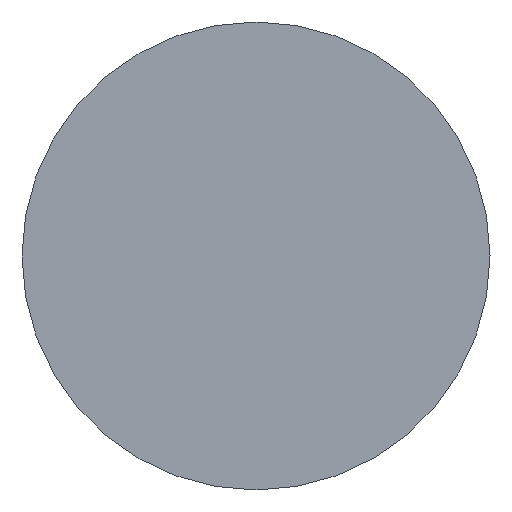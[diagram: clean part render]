
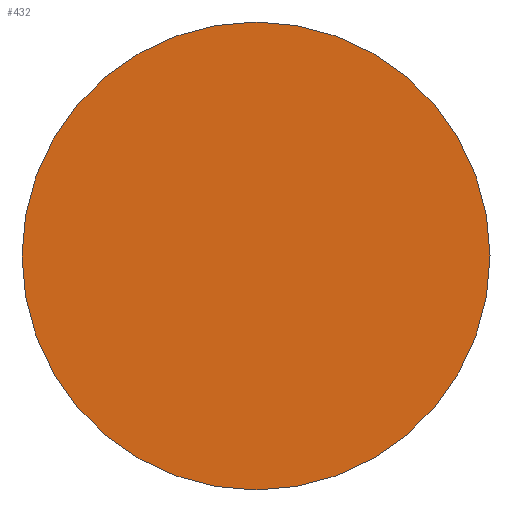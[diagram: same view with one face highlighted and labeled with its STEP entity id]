
A CAD part, front view. The second image highlights one B-rep face of the part: STEP entity #432.
In plain terms, the highlighted planar face has unit normal (0, -1, 0).
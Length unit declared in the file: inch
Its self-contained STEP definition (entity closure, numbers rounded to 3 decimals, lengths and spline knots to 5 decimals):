
#126 = VERTEX_POINT ( 'NONE', #457 ) ;
#140 = DIRECTION ( 'NONE',  ( 0., -1., 0. ) ) ;
#145 = DIRECTION ( 'NONE',  ( 0., 0., -1. ) ) ;
#147 = EDGE_CURVE ( 'NONE', #126, #263, #438, .T. ) ;
#151 = EDGE_CURVE ( 'NONE', #263, #126, #356, .T. ) ;
#154 = CARTESIAN_POINT ( 'NONE',  ( 0., 0., 0.375 ) ) ;
#165 = AXIS2_PLACEMENT_3D ( 'NONE', #215, #291, #322 ) ;
#181 = CARTESIAN_POINT ( 'NONE',  ( 0., 0., 0. ) ) ;
#215 = CARTESIAN_POINT ( 'NONE',  ( 0., 0., 0. ) ) ;
#227 = ORIENTED_EDGE ( 'NONE', *, *, #151, .T. ) ;
#256 = DIRECTION ( 'NONE',  ( 0., -1., 0. ) ) ;
#263 = VERTEX_POINT ( 'NONE', #154 ) ;
#280 = FACE_OUTER_BOUND ( 'NONE', #439, .T. ) ;
#287 = DIRECTION ( 'NONE',  ( 0., 0., -1. ) ) ;
#291 = DIRECTION ( 'NONE',  ( 0., -1., 0. ) ) ;
#322 = DIRECTION ( 'NONE',  ( 0., 0., -1. ) ) ;
#356 = CIRCLE ( 'NONE', #425, 0.375 ) ;
#422 = PLANE ( 'NONE',  #426 ) ;
#425 = AXIS2_PLACEMENT_3D ( 'NONE', #461, #256, #145 ) ;
#426 = AXIS2_PLACEMENT_3D ( 'NONE', #181, #140, #287 ) ;
#432 = ADVANCED_FACE ( 'NONE', ( #280 ), #422, .T. ) ;
#438 = CIRCLE ( 'NONE', #165, 0.375 ) ;
#439 = EDGE_LOOP ( 'NONE', ( #453, #227 ) ) ;
#453 = ORIENTED_EDGE ( 'NONE', *, *, #147, .T. ) ;
#457 = CARTESIAN_POINT ( 'NONE',  ( 0., 0., -0.375 ) ) ;
#461 = CARTESIAN_POINT ( 'NONE',  ( 0., 0., 0. ) ) ;
